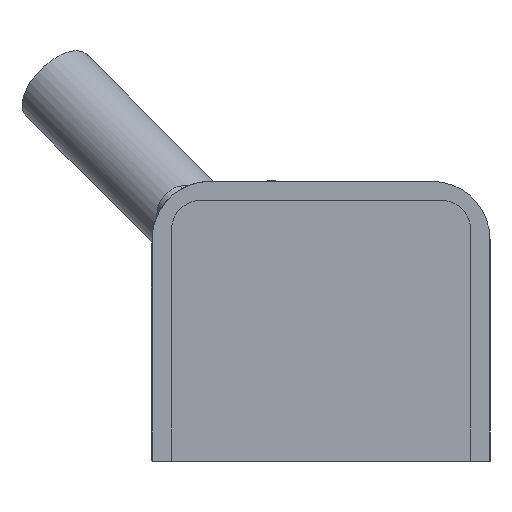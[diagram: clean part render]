
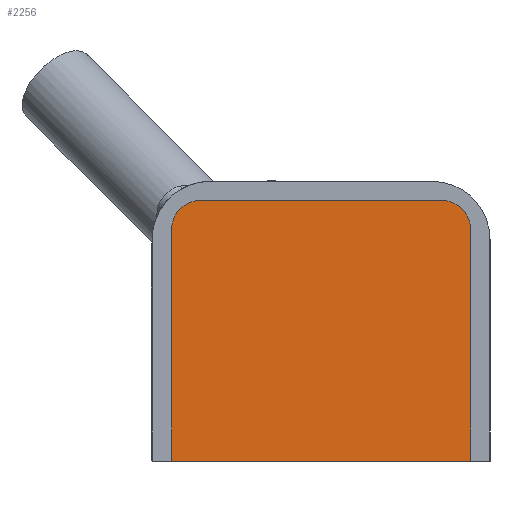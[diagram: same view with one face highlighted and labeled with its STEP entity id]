
A CAD part, left-side view. The second image highlights one B-rep face of the part: STEP entity #2256.
In plain terms, the highlighted planar face has unit normal (-1, 0, 0).
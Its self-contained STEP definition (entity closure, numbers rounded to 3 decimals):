
#165=FACE_OUTER_BOUND($,#297,.T.);
#297=EDGE_LOOP($,(#1537,#1538,#1539,#1540,#1541,#1542));
#446=CIRCLE($,#2418,3.);
#447=CIRCLE($,#2420,3.);
#540=LINE($,#3670,#738);
#542=LINE($,#3678,#740);
#543=LINE($,#3680,#741);
#544=LINE($,#3682,#742);
#738=VECTOR($,#2731,25.);
#740=VECTOR($,#2739,31.);
#741=VECTOR($,#2740,24.034);
#742=VECTOR($,#2743,24.034);
#959=VERTEX_POINT($,#3666);
#960=VERTEX_POINT($,#3668);
#961=VERTEX_POINT($,#3672);
#962=VERTEX_POINT($,#3676);
#963=VERTEX_POINT($,#3677);
#964=VERTEX_POINT($,#3679);
#1186=EDGE_CURVE($,#959,#960,#540,.T.);
#1188=EDGE_CURVE($,#961,#960,#446,.T.);
#1189=EDGE_CURVE($,#962,#963,#542,.T.);
#1190=EDGE_CURVE($,#963,#964,#543,.T.);
#1191=EDGE_CURVE($,#959,#964,#447,.T.);
#1192=EDGE_CURVE($,#961,#962,#544,.T.);
#1537=ORIENTED_EDGE($,*,*,#1189,.T.);
#1538=ORIENTED_EDGE($,*,*,#1190,.T.);
#1539=ORIENTED_EDGE($,*,*,#1191,.F.);
#1540=ORIENTED_EDGE($,*,*,#1186,.T.);
#1541=ORIENTED_EDGE($,*,*,#1188,.F.);
#1542=ORIENTED_EDGE($,*,*,#1192,.T.);
#2047=PLANE($,#2419);
#2256=ADVANCED_FACE($,(#165),#2047,.F.);
#2418=AXIS2_PLACEMENT_3D($,#3674,#2735,#2736);
#2419=AXIS2_PLACEMENT_3D($,#3675,#2737,#2738);
#2420=AXIS2_PLACEMENT_3D($,#3681,#2741,#2742);
#2731=DIRECTION($,(0.,1.,0.));
#2735=DIRECTION('center_axis',(1.,0.,0.));
#2736=DIRECTION('ref_axis',(0.,0.707,0.707));
#2737=DIRECTION('center_axis',(1.,0.,0.));
#2738=DIRECTION('ref_axis',(0.,-1.,0.));
#2739=DIRECTION($,(0.,-1.,0.));
#2740=DIRECTION($,(0.,0.,1.));
#2741=DIRECTION('center_axis',(1.,0.,0.));
#2742=DIRECTION('ref_axis',(0.,-0.707,0.707));
#2743=DIRECTION($,(0.,0.,-1.));
#3666=CARTESIAN_POINT('',(-100.,-12.5,1.034));
#3668=CARTESIAN_POINT('',(-100.,12.5,1.034));
#3670=CARTESIAN_POINT($,(-100.,-15.5,1.034));
#3672=CARTESIAN_POINT('',(-100.,15.5,-1.966));
#3674=CARTESIAN_POINT('Origin',(-100.,12.5,-1.966));
#3675=CARTESIAN_POINT('Origin',(-100.,0.,-12.966));
#3676=CARTESIAN_POINT('',(-100.,15.5,-26.));
#3677=CARTESIAN_POINT('',(-100.,-15.5,-26.));
#3678=CARTESIAN_POINT($,(-100.,0.,-26.));
#3679=CARTESIAN_POINT('',(-100.,-15.5,-1.966));
#3680=CARTESIAN_POINT($,(-100.,-15.5,-26.966));
#3681=CARTESIAN_POINT('Origin',(-100.,-12.5,-1.966));
#3682=CARTESIAN_POINT($,(-100.,15.5,1.034));
